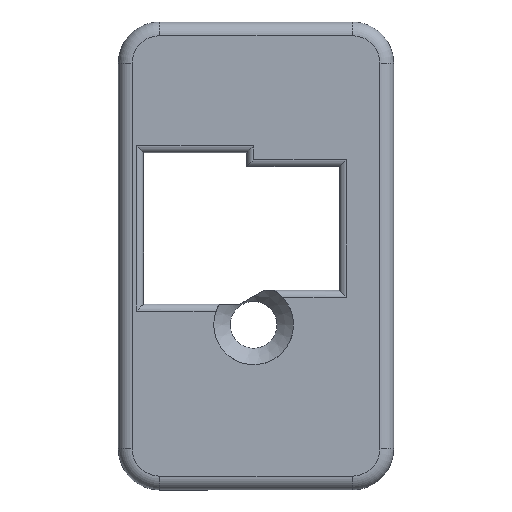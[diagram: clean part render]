
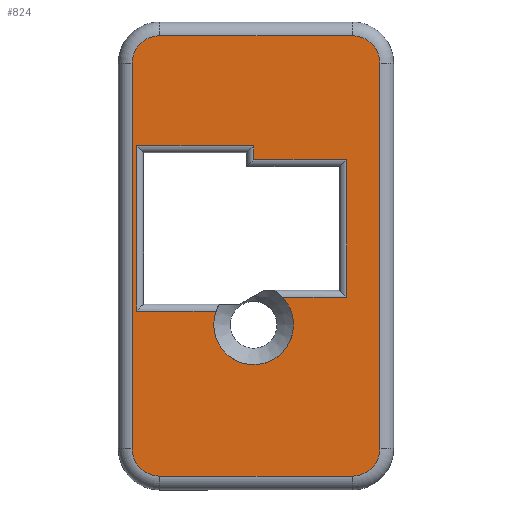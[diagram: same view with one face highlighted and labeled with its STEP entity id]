
A CAD part, top view. The second image highlights one B-rep face of the part: STEP entity #824.
In plain terms, the highlighted planar face has unit normal (0, 0, 1).
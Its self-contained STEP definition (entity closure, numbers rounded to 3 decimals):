
#24=FACE_BOUND('',#132,.T.);
#27=CIRCLE('',#880,2.);
#28=CIRCLE('',#881,2.);
#29=CIRCLE('',#882,2.);
#30=CIRCLE('',#883,2.);
#31=CIRCLE('',#884,2.9);
#52=PLANE('',#879);
#84=FACE_OUTER_BOUND('',#131,.T.);
#131=EDGE_LOOP('',(#582,#583,#584,#585,#586,#587,#588,#589));
#132=EDGE_LOOP('',(#590,#591,#592,#593,#594,#595,#596,#597));
#183=LINE('',#1207,#269);
#184=LINE('',#1211,#270);
#186=LINE('',#1217,#272);
#188=LINE('',#1223,#274);
#190=LINE('',#1229,#276);
#193=LINE('',#1237,#279);
#194=LINE('',#1241,#280);
#196=LINE('',#1257,#282);
#197=LINE('',#1261,#283);
#198=LINE('',#1265,#284);
#199=LINE('',#1269,#285);
#269=VECTOR('',#949,10.);
#270=VECTOR('',#954,10.);
#272=VECTOR('',#960,10.);
#274=VECTOR('',#966,10.);
#276=VECTOR('',#972,10.);
#279=VECTOR('',#979,10.);
#280=VECTOR('',#984,10.);
#282=VECTOR('',#988,10.);
#283=VECTOR('',#991,10.);
#284=VECTOR('',#994,10.);
#285=VECTOR('',#997,10.);
#356=VERTEX_POINT('',#1193);
#357=VERTEX_POINT('',#1206);
#358=VERTEX_POINT('',#1210);
#360=VERTEX_POINT('',#1216);
#362=VERTEX_POINT('',#1222);
#364=VERTEX_POINT('',#1228);
#367=VERTEX_POINT('',#1236);
#368=VERTEX_POINT('',#1240);
#370=VERTEX_POINT('',#1255);
#371=VERTEX_POINT('',#1256);
#372=VERTEX_POINT('',#1258);
#373=VERTEX_POINT('',#1260);
#374=VERTEX_POINT('',#1262);
#375=VERTEX_POINT('',#1264);
#376=VERTEX_POINT('',#1266);
#377=VERTEX_POINT('',#1268);
#433=EDGE_CURVE('',#356,#357,#183,.T.);
#435=EDGE_CURVE('',#357,#358,#184,.T.);
#438=EDGE_CURVE('',#358,#360,#186,.T.);
#441=EDGE_CURVE('',#360,#362,#188,.T.);
#444=EDGE_CURVE('',#362,#364,#190,.T.);
#448=EDGE_CURVE('',#364,#367,#193,.T.);
#450=EDGE_CURVE('',#367,#368,#194,.T.);
#453=EDGE_CURVE('',#370,#371,#196,.T.);
#454=EDGE_CURVE('',#372,#370,#27,.T.);
#455=EDGE_CURVE('',#373,#372,#197,.T.);
#456=EDGE_CURVE('',#374,#373,#28,.T.);
#457=EDGE_CURVE('',#375,#374,#198,.T.);
#458=EDGE_CURVE('',#376,#375,#29,.T.);
#459=EDGE_CURVE('',#377,#376,#199,.T.);
#460=EDGE_CURVE('',#371,#377,#30,.T.);
#461=EDGE_CURVE('',#356,#368,#31,.T.);
#582=ORIENTED_EDGE('',*,*,#453,.F.);
#583=ORIENTED_EDGE('',*,*,#454,.F.);
#584=ORIENTED_EDGE('',*,*,#455,.F.);
#585=ORIENTED_EDGE('',*,*,#456,.F.);
#586=ORIENTED_EDGE('',*,*,#457,.F.);
#587=ORIENTED_EDGE('',*,*,#458,.F.);
#588=ORIENTED_EDGE('',*,*,#459,.F.);
#589=ORIENTED_EDGE('',*,*,#460,.F.);
#590=ORIENTED_EDGE('',*,*,#450,.F.);
#591=ORIENTED_EDGE('',*,*,#448,.F.);
#592=ORIENTED_EDGE('',*,*,#444,.F.);
#593=ORIENTED_EDGE('',*,*,#441,.F.);
#594=ORIENTED_EDGE('',*,*,#438,.F.);
#595=ORIENTED_EDGE('',*,*,#435,.F.);
#596=ORIENTED_EDGE('',*,*,#433,.F.);
#597=ORIENTED_EDGE('',*,*,#461,.T.);
#824=ADVANCED_FACE('',(#84,#24),#52,.T.);
#879=AXIS2_PLACEMENT_3D('',#1254,#986,#987);
#880=AXIS2_PLACEMENT_3D('',#1259,#989,#990);
#881=AXIS2_PLACEMENT_3D('',#1263,#992,#993);
#882=AXIS2_PLACEMENT_3D('',#1267,#995,#996);
#883=AXIS2_PLACEMENT_3D('',#1270,#998,#999);
#884=AXIS2_PLACEMENT_3D('',#1271,#1000,#1001);
#949=DIRECTION('',(1.,0.,0.));
#954=DIRECTION('',(0.,1.,0.));
#960=DIRECTION('',(-1.,0.,0.));
#966=DIRECTION('',(0.,1.,0.));
#972=DIRECTION('',(-1.,0.,0.));
#979=DIRECTION('',(0.,-1.,0.));
#984=DIRECTION('',(1.,0.,0.));
#986=DIRECTION('center_axis',(0.,0.,1.));
#987=DIRECTION('ref_axis',(1.,0.,0.));
#988=DIRECTION('',(1.,0.,0.));
#989=DIRECTION('center_axis',(0.,0.,-1.));
#990=DIRECTION('ref_axis',(-0.707,0.707,0.));
#991=DIRECTION('',(0.,1.,0.));
#992=DIRECTION('center_axis',(0.,0.,-1.));
#993=DIRECTION('ref_axis',(-0.707,-0.707,0.));
#994=DIRECTION('',(-1.,0.,0.));
#995=DIRECTION('center_axis',(0.,0.,-1.));
#996=DIRECTION('ref_axis',(0.707,-0.707,0.));
#997=DIRECTION('',(0.,-1.,0.));
#998=DIRECTION('center_axis',(0.,0.,-1.));
#999=DIRECTION('ref_axis',(0.707,0.707,0.));
#1000=DIRECTION('center_axis',(0.,0.,-1.));
#1001=DIRECTION('ref_axis',(-1.,0.,0.));
#1193=CARTESIAN_POINT('',(1.927,360.,-143.2));
#1206=CARTESIAN_POINT('',(6.577,360.,-143.2));
#1207=CARTESIAN_POINT('',(4.389,360.,-143.2));
#1210=CARTESIAN_POINT('',(6.577,370.,-143.2));
#1211=CARTESIAN_POINT('',(6.577,369.875,-143.2));
#1216=CARTESIAN_POINT('',(-0.173,370.,-143.2));
#1217=CARTESIAN_POINT('',(1.014,370.,-143.2));
#1222=CARTESIAN_POINT('',(-0.173,371.,-143.2));
#1223=CARTESIAN_POINT('',(-0.173,370.25,-143.2));
#1228=CARTESIAN_POINT('',(-8.673,371.,-143.2));
#1229=CARTESIAN_POINT('',(-2.736,371.,-143.2));
#1236=CARTESIAN_POINT('',(-8.673,359.,-143.2));
#1237=CARTESIAN_POINT('',(-8.673,364.75,-143.2));
#1240=CARTESIAN_POINT('',(-2.895,359.,-143.2));
#1241=CARTESIAN_POINT('',(0.764,359.,-143.2));
#1254=CARTESIAN_POINT('Origin',(2.702,370.,-143.2));
#1255=CARTESIAN_POINT('',(-7.,379.,-143.2));
#1256=CARTESIAN_POINT('',(7.,379.,-143.2));
#1257=CARTESIAN_POINT('',(4.851,379.,-143.2));
#1258=CARTESIAN_POINT('',(-9.,377.,-143.2));
#1259=CARTESIAN_POINT('Origin',(-7.,377.,-143.2));
#1260=CARTESIAN_POINT('',(-9.,349.,-143.2));
#1261=CARTESIAN_POINT('',(-9.,373.5,-143.2));
#1262=CARTESIAN_POINT('',(-7.,347.,-143.2));
#1263=CARTESIAN_POINT('Origin',(-7.,349.,-143.2));
#1264=CARTESIAN_POINT('',(7.,347.,-143.2));
#1265=CARTESIAN_POINT('',(-2.149,347.,-143.2));
#1266=CARTESIAN_POINT('',(9.,349.,-143.2));
#1267=CARTESIAN_POINT('Origin',(7.,349.,-143.2));
#1268=CARTESIAN_POINT('',(9.,377.,-143.2));
#1269=CARTESIAN_POINT('',(9.,359.5,-143.2));
#1270=CARTESIAN_POINT('Origin',(7.,377.,-143.2));
#1271=CARTESIAN_POINT('Origin',(-0.173,358.,-143.2));
